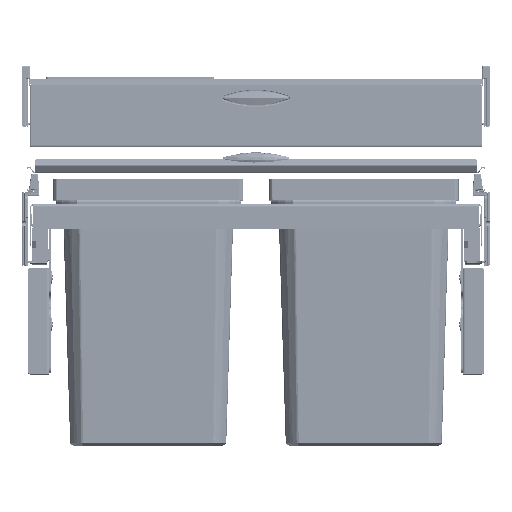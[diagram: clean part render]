
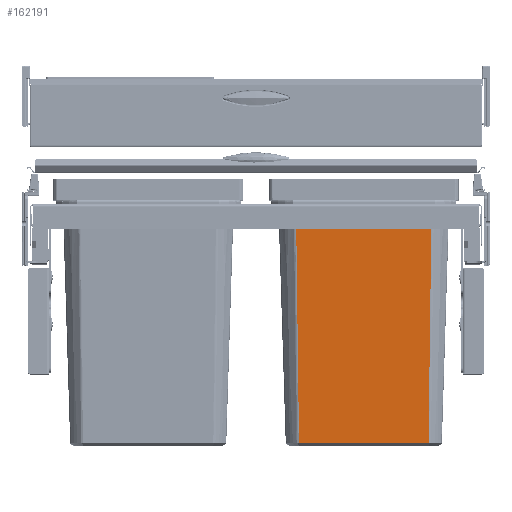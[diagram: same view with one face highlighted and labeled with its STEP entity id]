
A CAD part, top view. The second image highlights one B-rep face of the part: STEP entity #162191.
In plain terms, the highlighted planar face has unit normal (0, -0.031, 1).
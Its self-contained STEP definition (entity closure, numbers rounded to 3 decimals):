
#40548=EDGE_CURVE('9833',#87217,#87214,#87218,.T.);
#40600=EDGE_CURVE('9781',#87214,#87285,#87288,.T.);
#40602=EDGE_CURVE('9817',#87290,#87285,#87291,.T.);
#40604=EDGE_CURVE('9786',#87217,#87290,#87293,.T.);
#87214=VERTEX_POINT('',#161400);
#87217=VERTEX_POINT('',#161411);
#87218=LINE('',#161412,#161413);
#87285=VERTEX_POINT('',#161605);
#87288=B_SPLINE_CURVE_WITH_KNOTS('',3,(#161614,#161615,#161616,#161617,#161618,#161619),.UNSPECIFIED.,.F.,.F.,(4,1,1,4),(0.0,0.333,0.667,1.0),.UNSPECIFIED.);
#87290=VERTEX_POINT('',#161622);
#87291=LINE('',#161623,#161624);
#87293=B_SPLINE_CURVE_WITH_KNOTS('',3,(#161627,#161628,#161629,#161630,#161631,#161632),.UNSPECIFIED.,.F.,.F.,(4,1,1,4),(0.0,0.333,0.667,1.0),.UNSPECIFIED.);
#161400=CARTESIAN_POINT('',(48.371,9.7,-13.429));
#161411=CARTESIAN_POINT('',(213.229,9.7,-13.429));
#161412=CARTESIAN_POINT('',(213.229,9.7,-13.429));
#161413=VECTOR('',#239600,164.857);
#161605=CARTESIAN_POINT('',(52.22,-290.429,-22.784));
#161614=CARTESIAN_POINT('',(48.371,9.7,-13.429));
#161615=CARTESIAN_POINT('',(48.817,-25.384,-14.522));
#161616=CARTESIAN_POINT('',(49.696,-94.395,-16.673));
#161617=CARTESIAN_POINT('',(50.978,-194.435,-19.792));
#161618=CARTESIAN_POINT('',(51.809,-258.816,-21.799));
#161619=CARTESIAN_POINT('',(52.22,-290.429,-22.784));
#161622=CARTESIAN_POINT('',(209.38,-290.429,-22.784));
#161623=CARTESIAN_POINT('',(209.38,-290.429,-22.784));
#161624=VECTOR('',#239612,157.161);
#161627=CARTESIAN_POINT('',(213.229,9.7,-13.429));
#161628=CARTESIAN_POINT('',(212.783,-25.384,-14.522));
#161629=CARTESIAN_POINT('',(211.904,-94.395,-16.673));
#161630=CARTESIAN_POINT('',(210.622,-194.435,-19.792));
#161631=CARTESIAN_POINT('',(209.791,-258.816,-21.799));
#161632=CARTESIAN_POINT('',(209.38,-290.429,-22.784));
#162191=ADVANCED_FACE('7138',(#239974),#239975,.T.);
#239600=DIRECTION('',(-1.0,0.0,0.0));
#239612=DIRECTION('',(-1.0,0.0,0.0));
#239974=FACE_OUTER_BOUND('',#280525,.T.);
#239975=PLANE('',#280526);
#280525=EDGE_LOOP('',(#316814,#316815,#316816,#316817));
#280526=AXIS2_PLACEMENT_3D('',#316818,#316819,#316820);
#316814=ORIENTED_EDGE('',*,*,#40602,.F.);
#316815=ORIENTED_EDGE('',*,*,#40604,.F.);
#316816=ORIENTED_EDGE('',*,*,#40548,.T.);
#316817=ORIENTED_EDGE('',*,*,#40600,.T.);
#316818=CARTESIAN_POINT('',(130.8,-130.569,-17.801));
#316819=DIRECTION('',(0.0,-0.031,1.));
#316820=DIRECTION('',(1.0,0.0,0.0));
